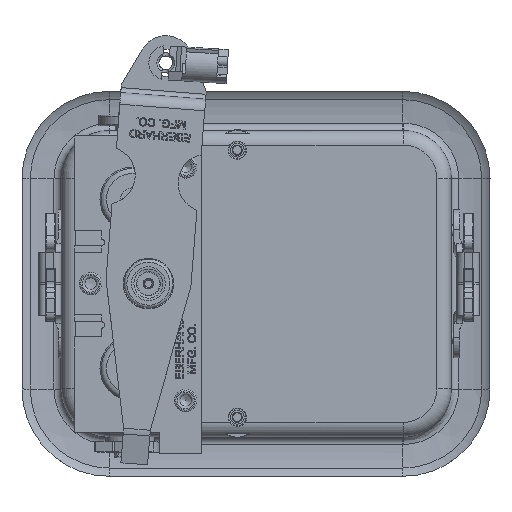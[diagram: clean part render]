
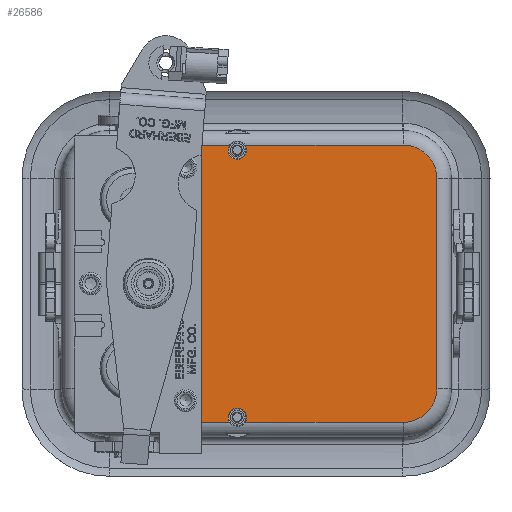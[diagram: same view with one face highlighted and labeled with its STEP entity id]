
A CAD part, top view. The second image highlights one B-rep face of the part: STEP entity #26586.
In plain terms, the highlighted planar face has unit normal (0, 0, 1).
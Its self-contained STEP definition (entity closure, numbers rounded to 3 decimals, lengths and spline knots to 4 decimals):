
#719=PLANE('',#28971);
#1891=LINE('',#43750,#3841);
#2114=LINE('',#45928,#4064);
#2115=LINE('',#45947,#4065);
#2119=LINE('',#46012,#4069);
#2120=LINE('',#46038,#4070);
#2121=LINE('',#46039,#4071);
#3841=VECTOR('',#33283,0.3937);
#4064=VECTOR('',#34486,0.3937);
#4065=VECTOR('',#34487,1.4318);
#4069=VECTOR('',#34531,2.4807);
#4070=VECTOR('',#34532,1.8798);
#4071=VECTOR('',#34533,1.4318);
#5559=B_SPLINE_CURVE_WITH_KNOTS('',5,(#45984,#45985,#45986,#45987,#45988,
#45989,#45990,#45991,#45992,#45993,#45994,#45995,#45996,#45997,#45998,#45999,
#46000,#46001,#46002,#46003,#46004,#46005,#46006,#46007,#46008,#46009,#46010),
 .UNSPECIFIED.,.F.,.F.,(6,3,3,3,3,3,3,3,6),(0.,2.182,4.3689,
7.6636,10.9552,15.3455,17.5383,21.9142,22.3435),
 .UNSPECIFIED.);
#5560=B_SPLINE_CURVE_WITH_KNOTS('',5,(#46014,#46015,#46016,#46017,#46018,
#46019,#46020,#46021,#46022,#46023,#46024,#46025,#46026,#46027,#46028,#46029,
#46030,#46031,#46032,#46033,#46034,#46035,#46036,#46037),.UNSPECIFIED.,
 .F.,.F.,(6,3,3,3,3,3,3,6),(0.,2.1844,5.4678,9.8462,
13.1445,18.6476,20.829,22.3453),.UNSPECIFIED.);
#6767=FACE_OUTER_BOUND('',#8296,.T.);
#8296=EDGE_LOOP('',(#21322,#21323,#21324,#21325,#21326,#21327,#21328,#21329,
#21330,#21331,#21332));
#9248=CIRCLE('',#27728,0.0984);
#9907=CIRCLE('',#28972,0.0984);
#9908=CIRCLE('',#28973,0.0984);
#10660=VERTEX_POINT('',#39054);
#10661=VERTEX_POINT('',#39063);
#11013=VERTEX_POINT('',#41597);
#11441=VERTEX_POINT('',#43722);
#11802=VERTEX_POINT('',#45926);
#11803=VERTEX_POINT('',#45927);
#11805=VERTEX_POINT('',#45938);
#11812=VERTEX_POINT('',#45980);
#11813=VERTEX_POINT('',#45983);
#11814=VERTEX_POINT('',#46011);
#11815=VERTEX_POINT('',#46013);
#13352=EDGE_CURVE('',#10661,#10660,#9248,.T.);
#14557=EDGE_CURVE('',#11013,#11441,#1891,.T.);
#15113=EDGE_CURVE('',#11802,#11803,#2114,.T.);
#15116=EDGE_CURVE('',#11805,#11441,#2115,.T.);
#15131=EDGE_CURVE('',#11805,#11812,#9907,.T.);
#15132=EDGE_CURVE('',#11812,#11803,#9908,.T.);
#15133=EDGE_CURVE('',#11813,#11802,#5559,.T.);
#15134=EDGE_CURVE('',#11814,#11813,#2119,.T.);
#15135=EDGE_CURVE('',#11815,#11814,#5560,.T.);
#15136=EDGE_CURVE('',#10661,#11815,#2120,.T.);
#15137=EDGE_CURVE('',#11013,#10660,#2121,.T.);
#21322=ORIENTED_EDGE('',*,*,#14557,.T.);
#21323=ORIENTED_EDGE('',*,*,#15116,.F.);
#21324=ORIENTED_EDGE('',*,*,#15131,.T.);
#21325=ORIENTED_EDGE('',*,*,#15132,.T.);
#21326=ORIENTED_EDGE('',*,*,#15113,.F.);
#21327=ORIENTED_EDGE('',*,*,#15133,.F.);
#21328=ORIENTED_EDGE('',*,*,#15134,.F.);
#21329=ORIENTED_EDGE('',*,*,#15135,.F.);
#21330=ORIENTED_EDGE('',*,*,#15136,.F.);
#21331=ORIENTED_EDGE('',*,*,#13352,.T.);
#21332=ORIENTED_EDGE('',*,*,#15137,.F.);
#26586=ADVANCED_FACE('',(#6767),#719,.F.);
#27728=AXIS2_PLACEMENT_3D('',#39064,#31175,#31176);
#28971=AXIS2_PLACEMENT_3D('',#45979,#34525,#34526);
#28972=AXIS2_PLACEMENT_3D('',#45981,#34527,#34528);
#28973=AXIS2_PLACEMENT_3D('',#45982,#34529,#34530);
#31175=DIRECTION('center_axis',(0.,0.,-1.));
#31176=DIRECTION('ref_axis',(1.,0.,0.));
#33283=DIRECTION('',(0.,-1.,0.));
#34486=DIRECTION('',(-1.,0.,0.));
#34487=DIRECTION('',(-1.,0.,0.));
#34525=DIRECTION('center_axis',(0.,0.,-1.));
#34526=DIRECTION('ref_axis',(-1.,0.,0.));
#34527=DIRECTION('center_axis',(0.,0.,-1.));
#34528=DIRECTION('ref_axis',(1.,0.,0.));
#34529=DIRECTION('center_axis',(0.,0.,-1.));
#34530=DIRECTION('ref_axis',(1.,0.,0.));
#34531=DIRECTION('',(0.,-1.,0.));
#34532=DIRECTION('',(1.,0.,0.));
#34533=DIRECTION('',(1.,0.,0.));
#39054=CARTESIAN_POINT('',(1.6526,1.6358,0.));
#39063=CARTESIAN_POINT('',(1.807,1.6358,0.));
#39064=CARTESIAN_POINT('Origin',(1.7298,1.5748,0.));
#41597=CARTESIAN_POINT('',(1.3048,1.6358,0.));
#43722=CARTESIAN_POINT('',(1.3048,-1.6358,0.));
#43750=CARTESIAN_POINT('',(1.3048,-1.0039,0.));
#45926=CARTESIAN_POINT('',(3.6868,-1.6359,0.));
#45927=CARTESIAN_POINT('',(1.807,-1.6358,0.));
#45928=CARTESIAN_POINT('',(3.6868,-1.6359,0.));
#45938=CARTESIAN_POINT('',(1.6526,-1.6358,0.));
#45947=CARTESIAN_POINT('',(1.6526,-1.6358,0.));
#45979=CARTESIAN_POINT('Origin',(0.,0.,0.));
#45980=CARTESIAN_POINT('',(1.7298,-1.4764,0.));
#45981=CARTESIAN_POINT('Origin',(1.7298,-1.5748,0.));
#45982=CARTESIAN_POINT('Origin',(1.7298,-1.5748,0.));
#45983=CARTESIAN_POINT('',(4.0825,-1.2403,0.));
#45984=CARTESIAN_POINT('Ctrl Pts',(4.0825,-1.2403,0.));
#45985=CARTESIAN_POINT('Ctrl Pts',(4.0825,-1.2525,0.));
#45986=CARTESIAN_POINT('Ctrl Pts',(4.082,-1.2646,0.));
#45987=CARTESIAN_POINT('Ctrl Pts',(4.0811,-1.2768,0.));
#45988=CARTESIAN_POINT('Ctrl Pts',(4.0783,-1.301,0.));
#45989=CARTESIAN_POINT('Ctrl Pts',(4.0736,-1.3248,0.));
#45990=CARTESIAN_POINT('Ctrl Pts',(4.0708,-1.3368,0.));
#45991=CARTESIAN_POINT('Ctrl Pts',(4.0627,-1.3662,0.));
#45992=CARTESIAN_POINT('Ctrl Pts',(4.0518,-1.3947,0.));
#45993=CARTESIAN_POINT('Ctrl Pts',(4.0443,-1.4114,0.));
#45994=CARTESIAN_POINT('Ctrl Pts',(4.0273,-1.444,0.));
#45995=CARTESIAN_POINT('Ctrl Pts',(4.0067,-1.4743,0.));
#45996=CARTESIAN_POINT('Ctrl Pts',(3.9955,-1.4889,0.));
#45997=CARTESIAN_POINT('Ctrl Pts',(3.9675,-1.5213,0.));
#45998=CARTESIAN_POINT('Ctrl Pts',(3.9353,-1.5497,0.));
#45999=CARTESIAN_POINT('Ctrl Pts',(3.9158,-1.5644,0.));
#46000=CARTESIAN_POINT('Ctrl Pts',(3.8849,-1.5842,0.));
#46001=CARTESIAN_POINT('Ctrl Pts',(3.8519,-1.6002,0.));
#46002=CARTESIAN_POINT('Ctrl Pts',(3.8407,-1.6052,0.));
#46003=CARTESIAN_POINT('Ctrl Pts',(3.8066,-1.6186,0.));
#46004=CARTESIAN_POINT('Ctrl Pts',(3.7712,-1.6281,0.));
#46005=CARTESIAN_POINT('Ctrl Pts',(3.7474,-1.6325,0.));
#46006=CARTESIAN_POINT('Ctrl Pts',(3.7207,-1.6353,0.));
#46007=CARTESIAN_POINT('Ctrl Pts',(3.694,-1.6359,0.));
#46008=CARTESIAN_POINT('Ctrl Pts',(3.6916,-1.6359,0.));
#46009=CARTESIAN_POINT('Ctrl Pts',(3.6892,-1.6359,0.));
#46010=CARTESIAN_POINT('Ctrl Pts',(3.6868,-1.6359,0.));
#46011=CARTESIAN_POINT('',(4.0825,1.2403,0.));
#46012=CARTESIAN_POINT('',(4.0825,1.2403,0.));
#46013=CARTESIAN_POINT('',(3.6868,1.6359,0.));
#46014=CARTESIAN_POINT('Ctrl Pts',(3.6868,1.6359,0.));
#46015=CARTESIAN_POINT('Ctrl Pts',(3.699,1.6359,0.));
#46016=CARTESIAN_POINT('Ctrl Pts',(3.7111,1.6355,0.));
#46017=CARTESIAN_POINT('Ctrl Pts',(3.7233,1.6346,0.));
#46018=CARTESIAN_POINT('Ctrl Pts',(3.7536,1.6311,0.));
#46019=CARTESIAN_POINT('Ctrl Pts',(3.7833,1.6247,0.));
#46020=CARTESIAN_POINT('Ctrl Pts',(3.801,1.6198,0.));
#46021=CARTESIAN_POINT('Ctrl Pts',(3.8415,1.6061,0.));
#46022=CARTESIAN_POINT('Ctrl Pts',(3.8798,1.5871,0.));
#46023=CARTESIAN_POINT('Ctrl Pts',(3.9008,1.5745,0.));
#46024=CARTESIAN_POINT('Ctrl Pts',(3.9358,1.5497,0.));
#46025=CARTESIAN_POINT('Ctrl Pts',(3.9671,1.5205,0.));
#46026=CARTESIAN_POINT('Ctrl Pts',(3.9798,1.5072,0.));
#46027=CARTESIAN_POINT('Ctrl Pts',(4.0116,1.4698,0.));
#46028=CARTESIAN_POINT('Ctrl Pts',(4.0373,1.4279,0.));
#46029=CARTESIAN_POINT('Ctrl Pts',(4.0505,1.4005,0.));
#46030=CARTESIAN_POINT('Ctrl Pts',(4.0655,1.3603,0.));
#46031=CARTESIAN_POINT('Ctrl Pts',(4.075,1.3185,0.));
#46032=CARTESIAN_POINT('Ctrl Pts',(4.0772,1.3065,0.));
#46033=CARTESIAN_POINT('Ctrl Pts',(4.0802,1.2862,0.));
#46034=CARTESIAN_POINT('Ctrl Pts',(4.0818,1.2657,0.));
#46035=CARTESIAN_POINT('Ctrl Pts',(4.0823,1.2572,0.));
#46036=CARTESIAN_POINT('Ctrl Pts',(4.0825,1.2488,0.));
#46037=CARTESIAN_POINT('Ctrl Pts',(4.0825,1.2403,0.));
#46038=CARTESIAN_POINT('',(1.807,1.6358,0.));
#46039=CARTESIAN_POINT('',(0.2208,1.6358,0.));
